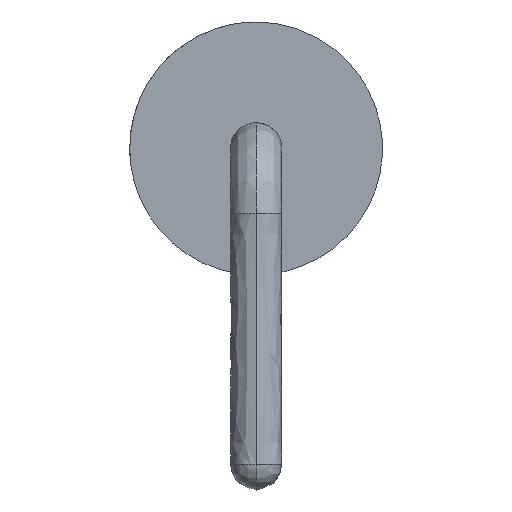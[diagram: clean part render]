
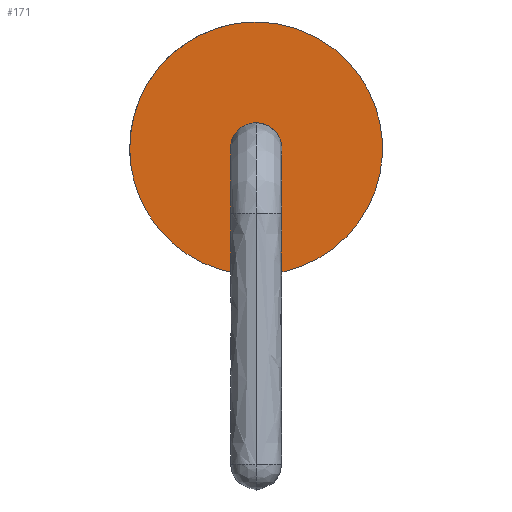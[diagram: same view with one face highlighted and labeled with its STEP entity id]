
A CAD part, left-side view. The second image highlights one B-rep face of the part: STEP entity #171.
In plain terms, the highlighted planar face has unit normal (-1, 0, 0).
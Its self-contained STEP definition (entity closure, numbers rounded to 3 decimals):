
#11=PLANE('',#613);
#171=ADVANCED_FACE('',(#199),#11,.T.);
#199=FACE_OUTER_BOUND('',#227,.T.);
#227=EDGE_LOOP('',(#339));
#339=ORIENTED_EDGE('',*,*,#423,.F.);
#423=EDGE_CURVE('',#561,#561,#479,.T.);
#479=(
BOUNDED_CURVE()
B_SPLINE_CURVE(2,(#1725,#1726,#1727,#1728,#1729,#1730,#1731,#1732,#1733),
 .UNSPECIFIED.,.T.,.F.)
B_SPLINE_CURVE_WITH_KNOTS((3,2,2,2,3),(0.,1.963,3.927,
5.89,7.854),.UNSPECIFIED.)
CURVE()
GEOMETRIC_REPRESENTATION_ITEM()
RATIONAL_B_SPLINE_CURVE((1.,0.707,1.,0.707,1.,0.707,
1.,0.707,1.))
REPRESENTATION_ITEM('')
);
#561=VERTEX_POINT('',#1722);
#613=AXIS2_PLACEMENT_3D('',#1703,#618,$);
#618=DIRECTION('',(-1.,0.,0.));
#1703=CARTESIAN_POINT('',(-5.15,2.375,-0.375));
#1722=CARTESIAN_POINT('',(-5.15,0.,3.9));
#1725=CARTESIAN_POINT('',(-5.15,0.,3.9));
#1726=CARTESIAN_POINT('',(-5.15,-1.9,3.9));
#1727=CARTESIAN_POINT('',(-5.15,-1.9,2.));
#1728=CARTESIAN_POINT('',(-5.15,-1.9,0.1));
#1729=CARTESIAN_POINT('',(-5.15,0.,0.1));
#1730=CARTESIAN_POINT('',(-5.15,1.9,0.1));
#1731=CARTESIAN_POINT('',(-5.15,1.9,2.));
#1732=CARTESIAN_POINT('',(-5.15,1.9,3.9));
#1733=CARTESIAN_POINT('',(-5.15,0.,3.9));
